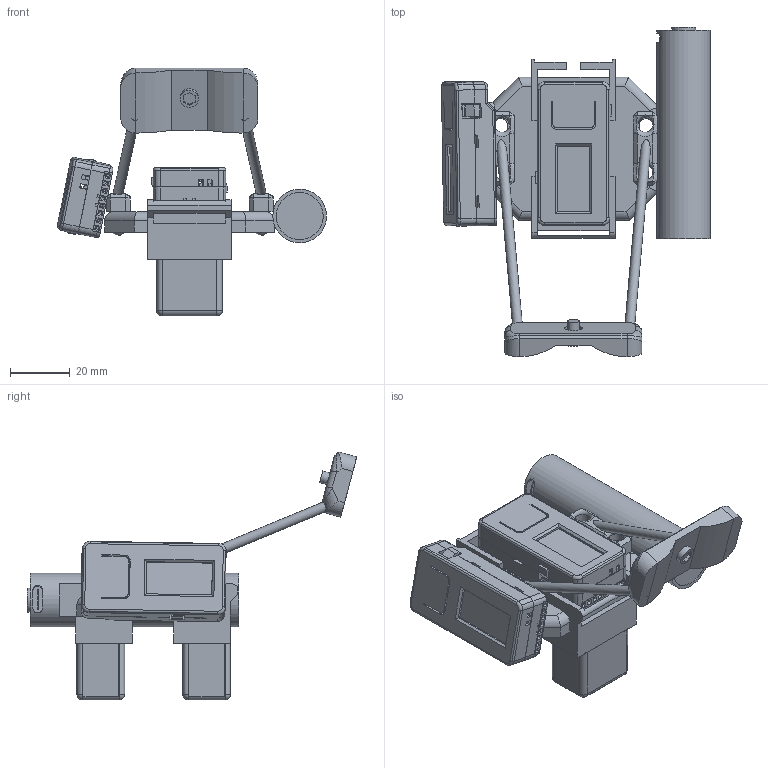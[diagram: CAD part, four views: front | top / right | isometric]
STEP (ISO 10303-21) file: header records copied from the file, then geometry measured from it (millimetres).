
FILE_DESCRIPTION(('HOOPS Exchange Step'),'2;1');
FILE_NAME('temp_export','2022-12-29T17:00:24-06:00',('mobile'),('Shapr3D Limited'),'HOOPS Exchange 2022.1','Shapr3D','Authorized');
FILE_SCHEMA( ('AUTOMOTIVE_DESIGN { 1 0 10303 214 1 1 1 1 }') );
Length unit declared in the file: millimetre
Products named in the file (32): Front Motors; Rear Motors; Insta360 X3; Base; Top; Bottom; Insta360 Mount ; ConPins:1 (1); PcbPins:1 (1); Mold:1 (1); Frame:1 (1); HRO_TYPE-C-31-M-12:1 (1); HRO_TYPE-C-31-M-12 v2:1 (1); Grove socket v7:1 (1); M2 cap screw 8mm v3:1 (1); M2 cap screw 8mm v3 (1):1 (1); pinsocket_8 v2:1 (1); M5StickC v14:1 (1); Side StickC; ConPins:1; PcbPins:1; Mold:1; Frame:1; HRO_TYPE-C-31-M-12:1; HRO_TYPE-C-31-M-12 v2:1; Grove socket v7:1; M2 cap screw 8mm v3:1; M2 cap screw 8mm v3 (1):1; pinsocket_8 v2:1; M5StickC v14:1; Main StickC; root
Assembly tree (31 placements, depth 6):
  root
    Front Motors
    Rear Motors
    Insta360 Mount 
      Top
        Insta360 X3
        Base
      Bottom
    Side StickC
      M5StickC v14:1 (1)
        HRO_TYPE-C-31-M-12 v2:1 (1)
          HRO_TYPE-C-31-M-12:1 (1)
            ConPins:1 (1)
            PcbPins:1 (1)
            Mold:1 (1)
            Frame:1 (1)
        Grove socket v7:1 (1)
        M2 cap screw 8mm v3:1 (1)
        M2 cap screw 8mm v3 (1):1 (1)
        pinsocket_8 v2:1 (1)
    Main StickC
      M5StickC v14:1
        HRO_TYPE-C-31-M-12 v2:1
          HRO_TYPE-C-31-M-12:1
            ConPins:1
            PcbPins:1
            Mold:1
            Frame:1
        Grove socket v7:1
        M2 cap screw 8mm v3:1
        M2 cap screw 8mm v3 (1):1
        pinsocket_8 v2:1
Bounding box: 90.29 x 110.6 x 83.18 mm (x, y, z)
Volume: 83083.8 mm3; surface area: 49830 mm2
Topology: 42 solids, 42 shells, 2289 faces, 5885 edges, 3656 vertices
Faces by surface type: plane 1476, cylinder 631, torus 80, sphere 74, cone 16, bspline 12
Full cylindrical faces by diameter (mm): 0.5 x4, 1.933 x4, 2 x4, 3.3 x6, 3.6 x4, 4 x1, 4.6 x2, 5 x10, 6 x2, 8 x1, 15.8 x1, 18 x1
Entity records: 72650 total; most frequent: CARTESIAN_POINT 15970, DIRECTION 11691, ORIENTED_EDGE 11614, EDGE_CURVE 5807, VECTOR 4317, LINE 4317, AXIS2_PLACEMENT_3D 3687, VERTEX_POINT 3656
